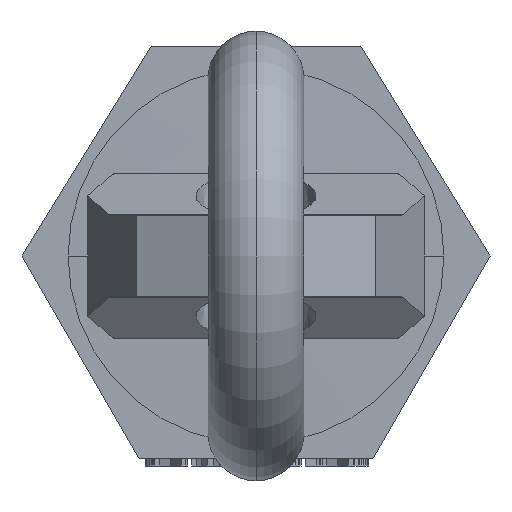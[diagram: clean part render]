
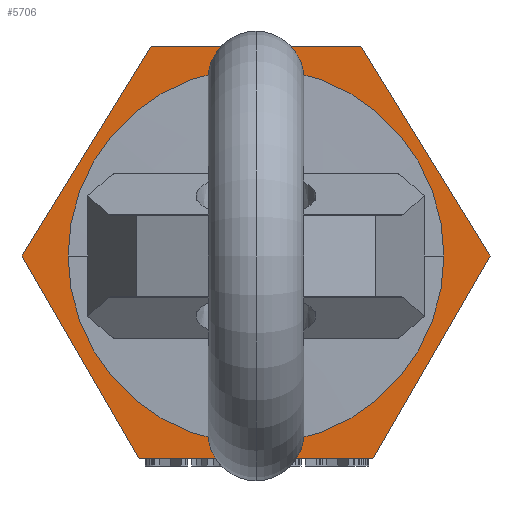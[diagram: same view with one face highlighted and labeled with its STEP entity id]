
A CAD part, front view. The second image highlights one B-rep face of the part: STEP entity #5706.
In plain terms, the highlighted planar face has unit normal (0, -1, 0).
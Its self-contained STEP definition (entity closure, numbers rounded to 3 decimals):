
#1109=DIRECTION('',(-0.5,0.,0.866));
#1110=VECTOR('',#1109,31.754);
#1111=CARTESIAN_POINT('',(-15.877,21.26,-7.5));
#1112=LINE('',#1111,#1110);
#1113=DIRECTION('',(0.525,0.,0.851));
#1114=VECTOR('',#1113,33.344);
#1115=CARTESIAN_POINT('',(-31.754,21.26,20.));
#1116=LINE('',#1115,#1114);
#1117=DIRECTION('',(1.,0.,0.));
#1118=VECTOR('',#1117,28.495);
#1119=CARTESIAN_POINT('',(-14.248,21.26,48.379));
#1120=LINE('',#1119,#1118);
#1121=DIRECTION('',(0.525,0.,-0.851));
#1122=VECTOR('',#1121,33.344);
#1123=CARTESIAN_POINT('',(14.248,21.26,48.379));
#1124=LINE('',#1123,#1122);
#1125=DIRECTION('',(-0.5,0.,-0.866));
#1126=VECTOR('',#1125,31.754);
#1127=CARTESIAN_POINT('',(31.754,21.26,20.));
#1128=LINE('',#1127,#1126);
#1129=DIRECTION('',(-1.,0.,0.));
#1130=VECTOR('',#1129,31.754);
#1131=CARTESIAN_POINT('',(15.877,21.26,-7.5));
#1132=LINE('',#1131,#1130);
#1205=CARTESIAN_POINT('',(0.,21.26,20.));
#1206=DIRECTION('',(0.,1.,0.));
#1207=DIRECTION('',(1.,0.,0.));
#1208=AXIS2_PLACEMENT_3D('',#1205,#1206,#1207);
#1218=CARTESIAN_POINT('',(0.,21.26,20.));
#1219=DIRECTION('',(0.,-1.,0.));
#1220=DIRECTION('',(1.,0.,0.));
#1221=AXIS2_PLACEMENT_3D('',#1218,#1219,#1220);
#3909=CARTESIAN_POINT('',(-15.877,21.26,-7.5));
#3910=CARTESIAN_POINT('',(-31.754,21.26,20.));
#3911=VERTEX_POINT('',#3909);
#3912=VERTEX_POINT('',#3910);
#3913=CARTESIAN_POINT('',(-14.248,21.26,48.379));
#3914=VERTEX_POINT('',#3913);
#3915=CARTESIAN_POINT('',(14.248,21.26,48.379));
#3916=VERTEX_POINT('',#3915);
#3917=CARTESIAN_POINT('',(31.754,21.26,20.));
#3918=VERTEX_POINT('',#3917);
#3919=CARTESIAN_POINT('',(15.877,21.26,-7.5));
#3920=VERTEX_POINT('',#3919);
#3933=CARTESIAN_POINT('',(21.,21.26,20.));
#3934=CARTESIAN_POINT('',(-21.,21.26,20.));
#3935=VERTEX_POINT('',#3933);
#3936=VERTEX_POINT('',#3934);
#5682=CARTESIAN_POINT('',(0.,21.26,20.));
#5683=DIRECTION('',(0.,1.,0.));
#5684=DIRECTION('',(1.,0.,0.));
#5685=AXIS2_PLACEMENT_3D('',#5682,#5683,#5684);
#5686=PLANE('',#5685);
#5688=ORIENTED_EDGE('',*,*,#5687,.T.);
#5690=ORIENTED_EDGE('',*,*,#5689,.T.);
#5692=ORIENTED_EDGE('',*,*,#5691,.T.);
#5694=ORIENTED_EDGE('',*,*,#5693,.T.);
#5696=ORIENTED_EDGE('',*,*,#5695,.T.);
#5697=ORIENTED_EDGE('',*,*,#5066,.T.);
#5698=EDGE_LOOP('',(#5688,#5690,#5692,#5694,#5696,#5697));
#5699=FACE_OUTER_BOUND('',#5698,.F.);
#5701=ORIENTED_EDGE('',*,*,#5700,.F.);
#5703=ORIENTED_EDGE('',*,*,#5702,.T.);
#5704=EDGE_LOOP('',(#5701,#5703));
#5705=FACE_BOUND('',#5704,.F.);
#5706=ADVANCED_FACE('',(#5699,#5705),#5686,.F.);
#1209=CIRCLE('',#1208,21.);
#1222=CIRCLE('',#1221,21.);
#5066=EDGE_CURVE('',#3920,#3911,#1132,.T.);
#5687=EDGE_CURVE('',#3911,#3912,#1112,.T.);
#5689=EDGE_CURVE('',#3912,#3914,#1116,.T.);
#5691=EDGE_CURVE('',#3914,#3916,#1120,.T.);
#5693=EDGE_CURVE('',#3916,#3918,#1124,.T.);
#5695=EDGE_CURVE('',#3918,#3920,#1128,.T.);
#5700=EDGE_CURVE('',#3935,#3936,#1209,.T.);
#5702=EDGE_CURVE('',#3935,#3936,#1222,.T.);
